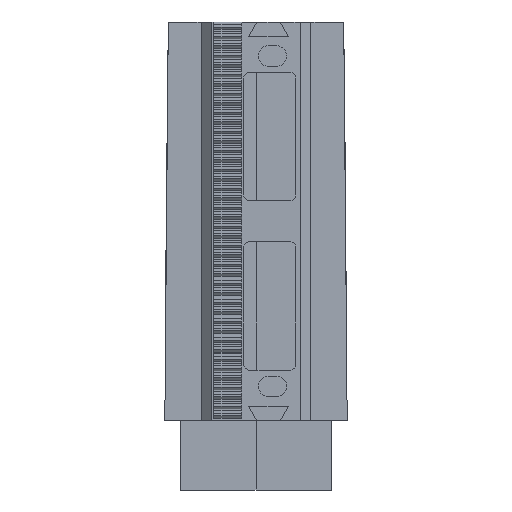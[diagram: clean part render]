
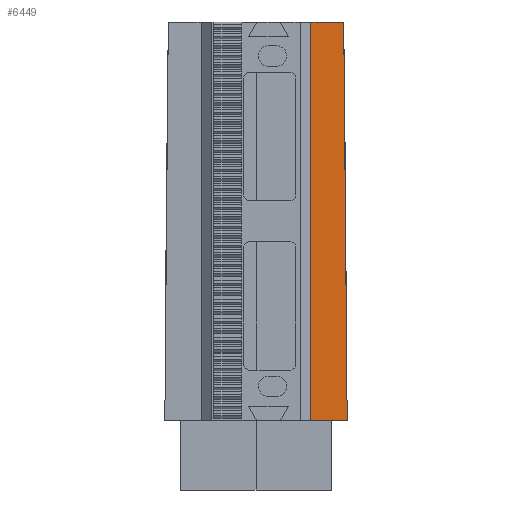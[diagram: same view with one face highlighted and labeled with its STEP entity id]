
A CAD part, front view. The second image highlights one B-rep face of the part: STEP entity #6449.
In plain terms, the highlighted planar face has unit normal (0, -1, 0).
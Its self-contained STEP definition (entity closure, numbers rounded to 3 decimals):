
#360=FACE_OUTER_BOUND('',#685,.T.);
#685=EDGE_LOOP('',(#5802,#5803,#5804,#5805));
#777=LINE('',#13306,#1638);
#1329=LINE('',#14417,#2190);
#1549=LINE('',#17256,#2410);
#1638=VECTOR('',#6961,10.);
#2190=VECTOR('',#7883,10.);
#2410=VECTOR('',#8263,10.);
#2452=B_SPLINE_CURVE_WITH_KNOTS('',3,(#12497,#12498,#12499,#12500,#12501,
#12502),.UNSPECIFIED.,.F.,.F.,(4,2,4),(-200.133,-100.066,
0.),.UNSPECIFIED.);
#2514=VERTEX_POINT('',#11918);
#2515=VERTEX_POINT('',#12496);
#2556=VERTEX_POINT('',#13304);
#2924=VERTEX_POINT('',#14415);
#3146=EDGE_CURVE('',#2514,#2515,#2452,.T.);
#3212=EDGE_CURVE('',#2556,#2514,#777,.T.);
#3765=EDGE_CURVE('',#2924,#2556,#1329,.T.);
#3989=EDGE_CURVE('',#2924,#2515,#1549,.T.);
#5802=ORIENTED_EDGE('',*,*,#3146,.F.);
#5803=ORIENTED_EDGE('',*,*,#3212,.F.);
#5804=ORIENTED_EDGE('',*,*,#3765,.F.);
#5805=ORIENTED_EDGE('',*,*,#3989,.T.);
#6133=PLANE('',#6777);
#6449=ADVANCED_FACE('',(#360),#6133,.T.);
#6777=AXIS2_PLACEMENT_3D('',#17255,#8261,#8262);
#6961=DIRECTION('',(1.,0.,0.));
#7883=DIRECTION('',(0.,0.,1.));
#8261=DIRECTION('center_axis',(0.,-1.,0.));
#8262=DIRECTION('ref_axis',(0.,0.,1.));
#8263=DIRECTION('',(1.,0.,0.));
#11918=CARTESIAN_POINT('',(44.091,-40.678,234.952));
#12496=CARTESIAN_POINT('',(45.826,-40.678,34.951));
#12497=CARTESIAN_POINT('Ctrl Pts',(44.091,-40.678,234.952));
#12498=CARTESIAN_POINT('Ctrl Pts',(44.196,-40.678,201.617));
#12499=CARTESIAN_POINT('Ctrl Pts',(44.442,-40.678,168.282));
#12500=CARTESIAN_POINT('Ctrl Pts',(45.069,-40.678,101.617));
#12501=CARTESIAN_POINT('Ctrl Pts',(45.451,-40.678,68.283));
#12502=CARTESIAN_POINT('Ctrl Pts',(45.826,-40.678,34.951));
#13304=CARTESIAN_POINT('',(25.052,-40.678,234.951));
#13306=CARTESIAN_POINT('',(25.052,-40.678,234.952));
#14415=CARTESIAN_POINT('',(25.052,-40.678,34.951));
#14417=CARTESIAN_POINT('',(25.052,-40.678,34.951));
#17255=CARTESIAN_POINT('Origin',(22.963,-40.678,254.964));
#17256=CARTESIAN_POINT('',(25.052,-40.678,34.951));
